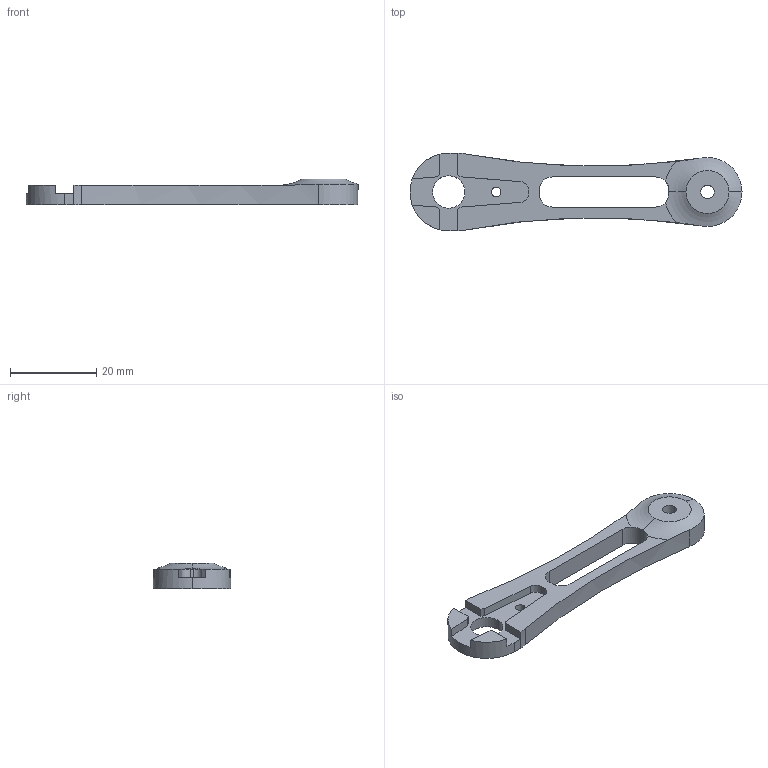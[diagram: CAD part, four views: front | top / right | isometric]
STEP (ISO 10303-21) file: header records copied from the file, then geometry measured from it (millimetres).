
FILE_DESCRIPTION (( 'STEP AP214' ), '1' );
FILE_NAME ('Femur4.STEP', '2021-01-28T13:58:50', ( '' ), ( '' ), 'SwSTEP 2.0', 'SolidWorks 2016', '' );
FILE_SCHEMA (( 'AUTOMOTIVE_DESIGN' ));
Length unit declared in the file: millimetre
Products named in the file (1): Femur4
Bounding box: 77 x 18 x 6 mm (x, y, z)
Volume: 3548.5 mm3; surface area: 2989.2 mm2
Topology: 1 solids, 1 shells, 47 faces, 137 edges, 91 vertices
Faces by surface type: cylinder 24, plane 21, torus 2
Entity records: 1659 total; most frequent: CARTESIAN_POINT 314, DIRECTION 287, ORIENTED_EDGE 274, EDGE_CURVE 137, AXIS2_PLACEMENT_3D 108, VERTEX_POINT 91, VECTOR 71, LINE 71
